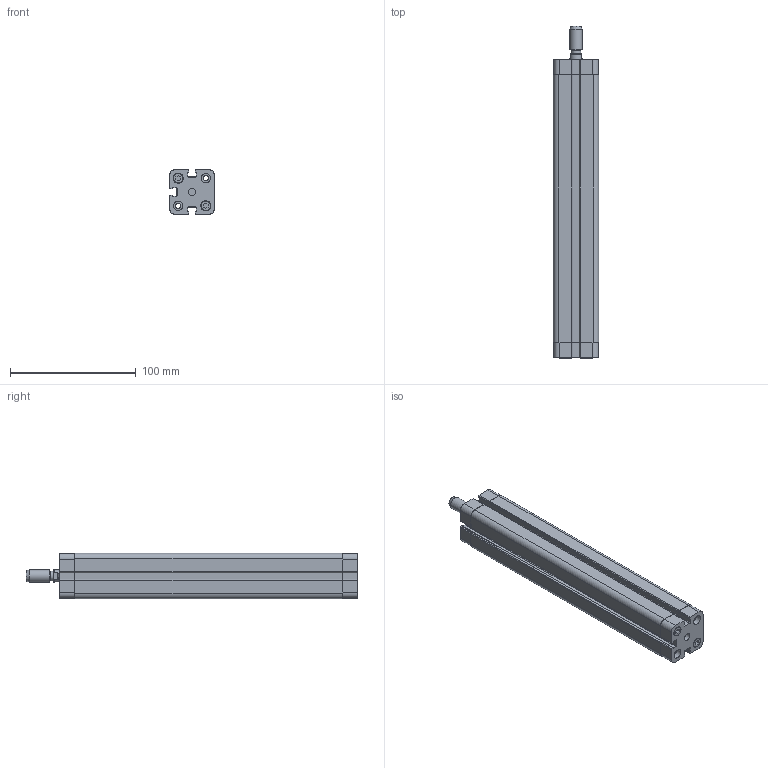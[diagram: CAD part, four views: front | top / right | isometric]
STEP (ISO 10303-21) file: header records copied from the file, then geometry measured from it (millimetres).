
FILE_DESCRIPTION((''),'2;1');
FILE_NAME('ADM020.200.GS.M.stp','2011-08-22T12:58:37',('Administrator'),(''),'Autodesk Inventor 2012','Autodesk Inventor 2012','');
FILE_SCHEMA(('AUTOMOTIVE_DESIGN { 1 0 10303 214 1 1 1 1 }'));
Length unit declared in the file: millimetre
Products named in the file (1): ADM020.200.GS.M
Bounding box: 36.1 x 264.5 x 36.1 mm (x, y, z)
Volume: 272441 mm3; surface area: 52859.9 mm2
Topology: 1 solids, 1 shells, 197 faces, 516 edges, 343 vertices
Faces by surface type: plane 112, cylinder 81, torus 2, cone 2
Full cylindrical faces by diameter (mm): 4.134 x4, 6 x1, 7.5 x8, 7.9 x1, 8 x4, 10 x2, 11.6 x1
Entity records: 6236 total; most frequent: CARTESIAN_POINT 1068, DIRECTION 1052, ORIENTED_EDGE 984, EDGE_CURVE 492, AXIS2_PLACEMENT_3D 366, VERTEX_POINT 342, VECTOR 320, LINE 320
